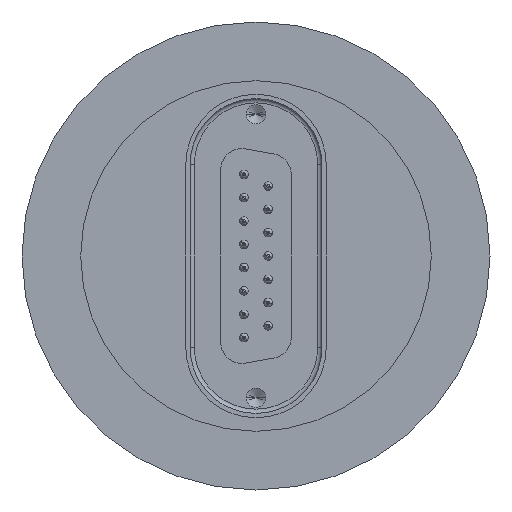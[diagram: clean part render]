
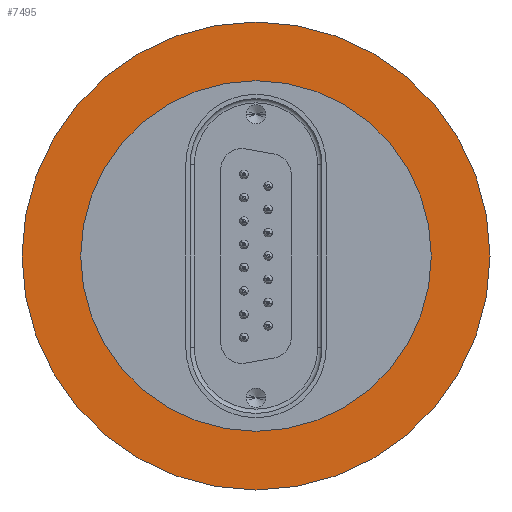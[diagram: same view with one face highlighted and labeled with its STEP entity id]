
A CAD part, left-side view. The second image highlights one B-rep face of the part: STEP entity #7495.
In plain terms, the highlighted planar face has unit normal (-1, 0, 0).
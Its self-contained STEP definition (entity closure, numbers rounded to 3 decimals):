
#189 = DIRECTION ( 'NONE',  ( 0., 0., 1. ) ) ;
#198 = AXIS2_PLACEMENT_3D ( 'NONE', #2703, #10449, #1753 ) ;
#392 = EDGE_CURVE ( 'NONE', #10637, #6937, #3011, .T. ) ;
#423 = ORIENTED_EDGE ( 'NONE', *, *, #11299, .T. ) ;
#682 = CIRCLE ( 'NONE', #12029, 20.6 ) ;
#867 = DIRECTION ( 'NONE',  ( 1., 0., 0. ) ) ;
#1689 = DIRECTION ( 'NONE',  ( 0., 0., -1. ) ) ;
#1753 = DIRECTION ( 'NONE',  ( 0., 0., 1. ) ) ;
#1848 = EDGE_LOOP ( 'NONE', ( #423, #12391 ) ) ;
#1871 = FACE_BOUND ( 'NONE', #1892, .T. ) ;
#1892 = EDGE_LOOP ( 'NONE', ( #9411, #3281 ) ) ;
#1940 = DIRECTION ( 'NONE',  ( -1., 0., 0. ) ) ;
#1984 = AXIS2_PLACEMENT_3D ( 'NONE', #7721, #1940, #189 ) ;
#2224 = DIRECTION ( 'NONE',  ( 0., 0., 1. ) ) ;
#2703 = CARTESIAN_POINT ( 'NONE',  ( 0., 0., 0. ) ) ;
#3011 = CIRCLE ( 'NONE', #198, 27.5 ) ;
#3126 = CARTESIAN_POINT ( 'NONE',  ( 0., 0., 0. ) ) ;
#3281 = ORIENTED_EDGE ( 'NONE', *, *, #8158, .F. ) ;
#3588 = PLANE ( 'NONE',  #9773 ) ;
#4416 = DIRECTION ( 'NONE',  ( 0., 0., 1. ) ) ;
#4511 = AXIS2_PLACEMENT_3D ( 'NONE', #3126, #6220, #2224 ) ;
#5475 = CARTESIAN_POINT ( 'NONE',  ( 0., 0., -27.5 ) ) ;
#6220 = DIRECTION ( 'NONE',  ( -1., 0., 0. ) ) ;
#6277 = CARTESIAN_POINT ( 'NONE',  ( 0., 0., -20.6 ) ) ;
#6768 = CIRCLE ( 'NONE', #4511, 20.6 ) ;
#6937 = VERTEX_POINT ( 'NONE', #7766 ) ;
#7038 = EDGE_CURVE ( 'NONE', #9237, #12513, #6768, .T. ) ;
#7495 = ADVANCED_FACE ( 'NONE', ( #1871, #12299 ), #3588, .F. ) ;
#7721 = CARTESIAN_POINT ( 'NONE',  ( 0., 0., 0. ) ) ;
#7766 = CARTESIAN_POINT ( 'NONE',  ( 0., 0., 27.5 ) ) ;
#8158 = EDGE_CURVE ( 'NONE', #12513, #9237, #682, .T. ) ;
#8458 = CARTESIAN_POINT ( 'NONE',  ( 0., 0., -27.5 ) ) ;
#8486 = DIRECTION ( 'NONE',  ( -1., 0., 0. ) ) ;
#9237 = VERTEX_POINT ( 'NONE', #10783 ) ;
#9411 = ORIENTED_EDGE ( 'NONE', *, *, #7038, .F. ) ;
#9773 = AXIS2_PLACEMENT_3D ( 'NONE', #5475, #867, #1689 ) ;
#10449 = DIRECTION ( 'NONE',  ( -1., 0., 0. ) ) ;
#10637 = VERTEX_POINT ( 'NONE', #8458 ) ;
#10783 = CARTESIAN_POINT ( 'NONE',  ( 0., 0., 20.6 ) ) ;
#10908 = CIRCLE ( 'NONE', #1984, 27.5 ) ;
#11224 = CARTESIAN_POINT ( 'NONE',  ( 0., 0., 0. ) ) ;
#11299 = EDGE_CURVE ( 'NONE', #6937, #10637, #10908, .T. ) ;
#12029 = AXIS2_PLACEMENT_3D ( 'NONE', #11224, #8486, #4416 ) ;
#12299 = FACE_OUTER_BOUND ( 'NONE', #1848, .T. ) ;
#12391 = ORIENTED_EDGE ( 'NONE', *, *, #392, .T. ) ;
#12513 = VERTEX_POINT ( 'NONE', #6277 ) ;
